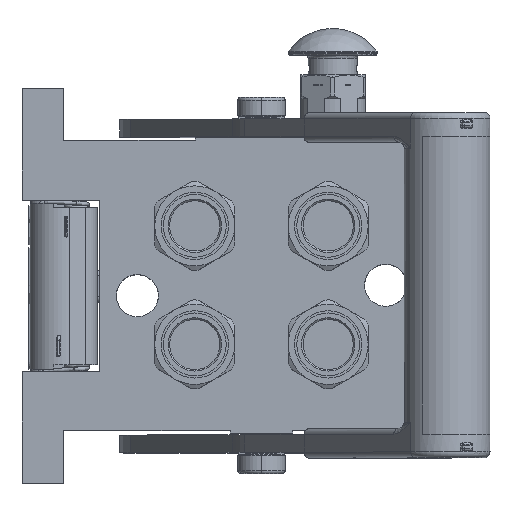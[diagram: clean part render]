
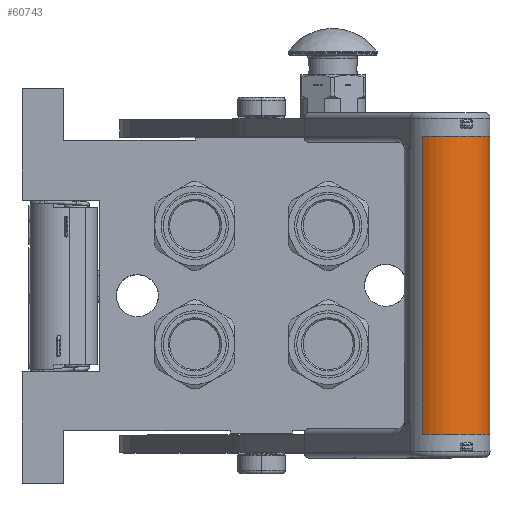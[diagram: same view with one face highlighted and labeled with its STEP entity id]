
A CAD part, top view. The second image highlights one B-rep face of the part: STEP entity #60743.
In plain terms, the highlighted cylindrical face has radius 14.5 mm (diameter 29 mm), a partial arc.
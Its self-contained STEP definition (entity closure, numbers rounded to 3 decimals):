
#1124 = CARTESIAN_POINT ( 'NONE',  ( -46., 0., -14.5 ) ) ;
#3792 = VERTEX_POINT ( 'NONE', #43293 ) ;
#6006 = EDGE_CURVE ( 'NONE', #101631, #11080, #12479, .T. ) ;
#6435 = AXIS2_PLACEMENT_3D ( 'NONE', #112340, #49974, #102448 ) ;
#8291 = DIRECTION ( 'NONE',  ( 1., 0., 0. ) ) ;
#11080 = VERTEX_POINT ( 'NONE', #1124 ) ;
#11842 = VECTOR ( 'NONE', #95898, 1000. ) ;
#12479 = CIRCLE ( 'NONE', #54104, 14.5 ) ;
#17017 = ORIENTED_EDGE ( 'NONE', *, *, #45032, .F. ) ;
#17991 = CARTESIAN_POINT ( 'NONE',  ( 46.5, -7.111, -12.636 ) ) ;
#20650 = EDGE_LOOP ( 'NONE', ( #76397, #30933, #91275, #30975, #56063, #17017, #90616, #39363, #68870 ) ) ;
#24562 = LINE ( 'NONE', #51680, #11842 ) ;
#27204 = EDGE_CURVE ( 'NONE', #113338, #74816, #59185, .T. ) ;
#27831 = EDGE_CURVE ( 'NONE', #68951, #33773, #59083, .T. ) ;
#29808 = CARTESIAN_POINT ( 'NONE',  ( 50.5, -7.576, -12.363 ) ) ;
#30933 = ORIENTED_EDGE ( 'NONE', *, *, #27204, .T. ) ;
#30975 = ORIENTED_EDGE ( 'NONE', *, *, #88558, .T. ) ;
#33773 = VERTEX_POINT ( 'NONE', #66324 ) ;
#35255 = AXIS2_PLACEMENT_3D ( 'NONE', #97555, #70756, #88826 ) ;
#35259 = DIRECTION ( 'NONE',  ( 0., 0., -1. ) ) ;
#35890 = CARTESIAN_POINT ( 'NONE',  ( -46., 0., -14.5 ) ) ;
#38613 = DIRECTION ( 'NONE',  ( 0., -0.522, -0.853 ) ) ;
#38754 = AXIS2_PLACEMENT_3D ( 'NONE', #90054, #62052, #35259 ) ;
#39363 = ORIENTED_EDGE ( 'NONE', *, *, #91886, .T. ) ;
#43293 = CARTESIAN_POINT ( 'NONE',  ( 50.5, 0., 14.5 ) ) ;
#45032 = EDGE_CURVE ( 'NONE', #68951, #3792, #72553, .T. ) ;
#47427 = CARTESIAN_POINT ( 'NONE',  ( -50., -7.576, -12.363 ) ) ;
#48672 = CARTESIAN_POINT ( 'NONE',  ( -46., -7.576, -12.363 ) ) ;
#49974 = DIRECTION ( 'NONE',  ( -1., 0., 0. ) ) ;
#51680 = CARTESIAN_POINT ( 'NONE',  ( 46.5, -7.576, -12.363 ) ) ;
#54104 = AXIS2_PLACEMENT_3D ( 'NONE', #65045, #92627, #38613 ) ;
#55806 = CARTESIAN_POINT ( 'NONE',  ( 46.5, -7.576, -12.363 ) ) ;
#56063 = ORIENTED_EDGE ( 'NONE', *, *, #99362, .T. ) ;
#56387 = DIRECTION ( 'NONE',  ( -1., 0., 0. ) ) ;
#56578 = DIRECTION ( 'NONE',  ( -1., 0., 0. ) ) ;
#59083 = CIRCLE ( 'NONE', #35255, 14.5 ) ;
#59185 = CIRCLE ( 'NONE', #72287, 14.5 ) ;
#60743 = ADVANCED_FACE ( 'NONE', ( #96257 ), #75075, .T. ) ;
#62052 = DIRECTION ( 'NONE',  ( -1., 0., 0. ) ) ;
#62118 = AXIS2_PLACEMENT_3D ( 'NONE', #65060, #56387, #102134 ) ;
#63578 = CIRCLE ( 'NONE', #38754, 14.5 ) ;
#63965 = DIRECTION ( 'NONE',  ( 1., 0., 0. ) ) ;
#65045 = CARTESIAN_POINT ( 'NONE',  ( -46., 0., 0. ) ) ;
#65060 = CARTESIAN_POINT ( 'NONE',  ( -50., 0., 0. ) ) ;
#66031 = DIRECTION ( 'NONE',  ( 0., 0., -1. ) ) ;
#66160 = VECTOR ( 'NONE', #110577, 1000. ) ;
#66324 = CARTESIAN_POINT ( 'NONE',  ( -50., -7.576, -12.363 ) ) ;
#68870 = ORIENTED_EDGE ( 'NONE', *, *, #6006, .T. ) ;
#68951 = VERTEX_POINT ( 'NONE', #99565 ) ;
#70756 = DIRECTION ( 'NONE',  ( 1., 0., 0. ) ) ;
#72287 = AXIS2_PLACEMENT_3D ( 'NONE', #92846, #56578, #66031 ) ;
#72553 = LINE ( 'NONE', #74599, #103642 ) ;
#74599 = CARTESIAN_POINT ( 'NONE',  ( -50., 0., 14.5 ) ) ;
#74816 = VERTEX_POINT ( 'NONE', #17991 ) ;
#75075 = CYLINDRICAL_SURFACE ( 'NONE', #62118, 14.5 ) ;
#76397 = ORIENTED_EDGE ( 'NONE', *, *, #81777, .T. ) ;
#81777 = EDGE_CURVE ( 'NONE', #11080, #113338, #92926, .T. ) ;
#87583 = VERTEX_POINT ( 'NONE', #29808 ) ;
#88558 = EDGE_CURVE ( 'NONE', #101445, #87583, #24562, .T. ) ;
#88826 = DIRECTION ( 'NONE',  ( 0., 0., 1. ) ) ;
#90054 = CARTESIAN_POINT ( 'NONE',  ( 46.5, 0., 0. ) ) ;
#90616 = ORIENTED_EDGE ( 'NONE', *, *, #27831, .T. ) ;
#91275 = ORIENTED_EDGE ( 'NONE', *, *, #96424, .T. ) ;
#91886 = EDGE_CURVE ( 'NONE', #33773, #101631, #94348, .T. ) ;
#92627 = DIRECTION ( 'NONE',  ( 1., 0., 0. ) ) ;
#92846 = CARTESIAN_POINT ( 'NONE',  ( 46.5, 0., 0. ) ) ;
#92926 = LINE ( 'NONE', #35890, #109850 ) ;
#94348 = LINE ( 'NONE', #47427, #66160 ) ;
#95898 = DIRECTION ( 'NONE',  ( 1., 0., 0. ) ) ;
#96257 = FACE_OUTER_BOUND ( 'NONE', #20650, .T. ) ;
#96424 = EDGE_CURVE ( 'NONE', #74816, #101445, #63578, .T. ) ;
#97555 = CARTESIAN_POINT ( 'NONE',  ( -50., 0., 0. ) ) ;
#99362 = EDGE_CURVE ( 'NONE', #87583, #3792, #109814, .T. ) ;
#99565 = CARTESIAN_POINT ( 'NONE',  ( -50., 0., 14.5 ) ) ;
#101445 = VERTEX_POINT ( 'NONE', #55806 ) ;
#101631 = VERTEX_POINT ( 'NONE', #48672 ) ;
#102134 = DIRECTION ( 'NONE',  ( 0., 0., -1. ) ) ;
#102448 = DIRECTION ( 'NONE',  ( 0., -0.522, -0.853 ) ) ;
#103642 = VECTOR ( 'NONE', #63965, 1000. ) ;
#105444 = CARTESIAN_POINT ( 'NONE',  ( 46.5, 0., -14.5 ) ) ;
#109814 = CIRCLE ( 'NONE', #6435, 14.5 ) ;
#109850 = VECTOR ( 'NONE', #8291, 1000. ) ;
#110577 = DIRECTION ( 'NONE',  ( 1., 0., 0. ) ) ;
#112340 = CARTESIAN_POINT ( 'NONE',  ( 50.5, 0., 0. ) ) ;
#113338 = VERTEX_POINT ( 'NONE', #105444 ) ;
